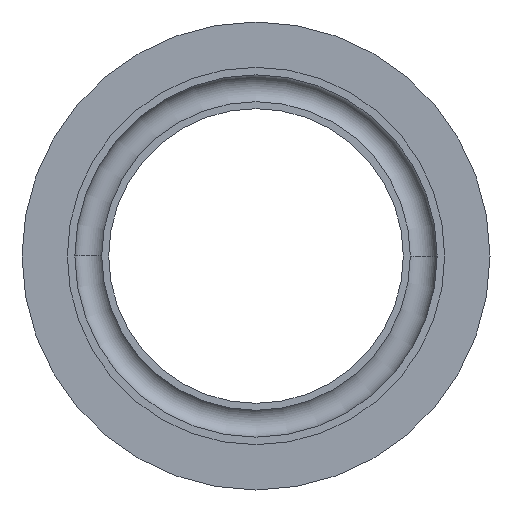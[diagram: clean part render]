
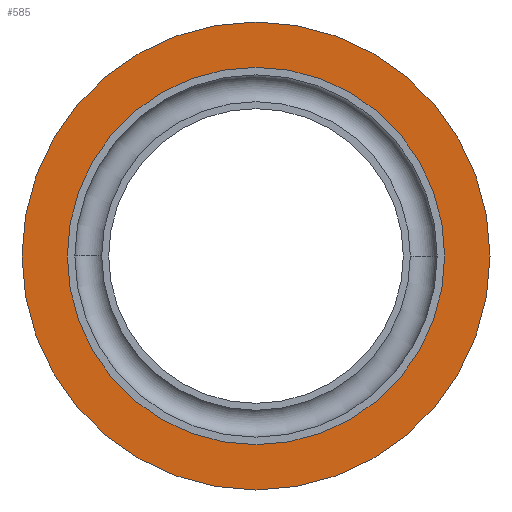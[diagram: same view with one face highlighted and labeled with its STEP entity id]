
A CAD part, left-side view. The second image highlights one B-rep face of the part: STEP entity #585.
In plain terms, the highlighted planar face has unit normal (-1, 0, 0).
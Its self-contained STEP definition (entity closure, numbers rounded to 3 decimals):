
#4 = FACE_OUTER_BOUND ( 'NONE', #791, .T. ) ;
#55 = DIRECTION ( 'NONE',  ( 0., -1., 0. ) ) ;
#61 = DIRECTION ( 'NONE',  ( 0., 1., 0. ) ) ;
#69 = DIRECTION ( 'NONE',  ( 1., 0., 0. ) ) ;
#80 = ORIENTED_EDGE ( 'NONE', *, *, #279, .F. ) ;
#83 = CARTESIAN_POINT ( 'NONE',  ( -10.38, 29.865, 0. ) ) ;
#140 = CIRCLE ( 'NONE', #234, 31.25 ) ;
#187 = ORIENTED_EDGE ( 'NONE', *, *, #293, .T. ) ;
#191 = FACE_BOUND ( 'NONE', #343, .T. ) ;
#234 = AXIS2_PLACEMENT_3D ( 'NONE', #649, #720, #533 ) ;
#258 = AXIS2_PLACEMENT_3D ( 'NONE', #690, #365, #302 ) ;
#271 = CARTESIAN_POINT ( 'NONE',  ( -10.38, 37.365, 0. ) ) ;
#279 = EDGE_CURVE ( 'NONE', #414, #422, #713, .T. ) ;
#293 = EDGE_CURVE ( 'NONE', #321, #449, #823, .T. ) ;
#302 = DIRECTION ( 'NONE',  ( 0., -1., 0. ) ) ;
#307 = DIRECTION ( 'NONE',  ( 0., -1., 0. ) ) ;
#317 = ORIENTED_EDGE ( 'NONE', *, *, #591, .F. ) ;
#321 = VERTEX_POINT ( 'NONE', #711 ) ;
#343 = EDGE_LOOP ( 'NONE', ( #317, #80 ) ) ;
#365 = DIRECTION ( 'NONE',  ( -1., 0., 0. ) ) ;
#382 = AXIS2_PLACEMENT_3D ( 'NONE', #561, #770, #307 ) ;
#414 = VERTEX_POINT ( 'NONE', #83 ) ;
#422 = VERTEX_POINT ( 'NONE', #682 ) ;
#449 = VERTEX_POINT ( 'NONE', #483 ) ;
#451 = CARTESIAN_POINT ( 'NONE',  ( -10.38, -1.385, 0. ) ) ;
#455 = AXIS2_PLACEMENT_3D ( 'NONE', #451, #722, #55 ) ;
#483 = CARTESIAN_POINT ( 'NONE',  ( -10.38, -40.135, 0. ) ) ;
#492 = ORIENTED_EDGE ( 'NONE', *, *, #802, .T. ) ;
#533 = DIRECTION ( 'NONE',  ( 0., -1., 0. ) ) ;
#561 = CARTESIAN_POINT ( 'NONE',  ( -10.38, -1.385, 0. ) ) ;
#585 = ADVANCED_FACE ( 'NONE', ( #191, #4 ), #663, .F. ) ;
#591 = EDGE_CURVE ( 'NONE', #422, #414, #140, .T. ) ;
#624 = CIRCLE ( 'NONE', #258, 38.75 ) ;
#649 = CARTESIAN_POINT ( 'NONE',  ( -10.38, -1.385, 0. ) ) ;
#663 = PLANE ( 'NONE',  #694 ) ;
#682 = CARTESIAN_POINT ( 'NONE',  ( -10.38, -32.635, 0. ) ) ;
#690 = CARTESIAN_POINT ( 'NONE',  ( -10.38, -1.385, 0. ) ) ;
#694 = AXIS2_PLACEMENT_3D ( 'NONE', #271, #69, #61 ) ;
#711 = CARTESIAN_POINT ( 'NONE',  ( -10.38, 37.365, 0. ) ) ;
#713 = CIRCLE ( 'NONE', #382, 31.25 ) ;
#720 = DIRECTION ( 'NONE',  ( -1., 0., 0. ) ) ;
#722 = DIRECTION ( 'NONE',  ( -1., 0., 0. ) ) ;
#770 = DIRECTION ( 'NONE',  ( -1., 0., 0. ) ) ;
#791 = EDGE_LOOP ( 'NONE', ( #492, #187 ) ) ;
#802 = EDGE_CURVE ( 'NONE', #449, #321, #624, .T. ) ;
#823 = CIRCLE ( 'NONE', #455, 38.75 ) ;
